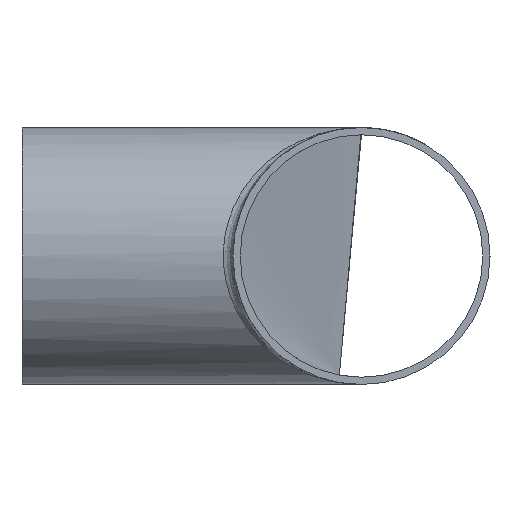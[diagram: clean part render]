
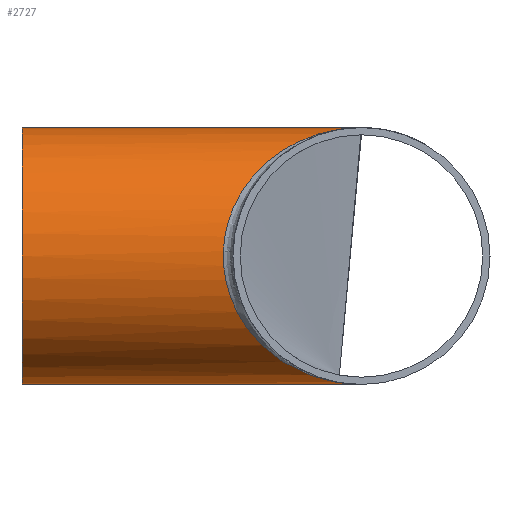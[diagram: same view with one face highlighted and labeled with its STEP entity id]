
A CAD part, left-side view. The second image highlights one B-rep face of the part: STEP entity #2727.
In plain terms, the highlighted cylindrical face has radius 26.5 mm (diameter 53 mm), a full revolution.
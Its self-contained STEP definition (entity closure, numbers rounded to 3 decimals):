
#257 = CARTESIAN_POINT ( 'NONE',  ( 0., 0., -26.5 ) ) ;
#1852 = CARTESIAN_POINT ( 'NONE',  ( 0., 70., 0. ) ) ;
#2080 = EDGE_LOOP ( 'NONE', ( #10926 ) ) ;
#2727 = ADVANCED_FACE ( 'NONE', ( #14617, #6298 ), #7785, .T. ) ;
#3633 =( BOUNDED_CURVE ( )  B_SPLINE_CURVE ( 3, ( #16856, #3904, #8448, #12518 ),
 .UNSPECIFIED., .F., .F. ) 
 B_SPLINE_CURVE_WITH_KNOTS ( ( 4, 4 ),
 ( 1.571, 4.712 ),
 .UNSPECIFIED. ) 
 CURVE ( )  GEOMETRIC_REPRESENTATION_ITEM ( )  RATIONAL_B_SPLINE_CURVE ( ( 1., 0.333, 0.333, 1. ) ) 
 REPRESENTATION_ITEM ( '' )  );
#3904 = CARTESIAN_POINT ( 'NONE',  ( 53., 57., 26.5 ) ) ;
#4509 = CARTESIAN_POINT ( 'NONE',  ( 0., 0., 26.5 ) ) ;
#5310 = VERTEX_POINT ( 'NONE', #257 ) ;
#5382 = EDGE_CURVE ( 'NONE', #5310, #7163, #8040, .T. ) ;
#6153 = ORIENTED_EDGE ( 'NONE', *, *, #8123, .T. ) ;
#6298 = FACE_OUTER_BOUND ( 'NONE', #2080, .T. ) ;
#6795 = VERTEX_POINT ( 'NONE', #17703 ) ;
#7107 = DIRECTION ( 'NONE',  ( 0., 1., 0. ) ) ;
#7163 = VERTEX_POINT ( 'NONE', #16548 ) ;
#7606 = AXIS2_PLACEMENT_3D ( 'NONE', #11285, #7107, #12758 ) ;
#7785 = CYLINDRICAL_SURFACE ( 'NONE', #11641, 26.5 ) ;
#8040 =( BOUNDED_CURVE ( )  B_SPLINE_CURVE ( 3, ( #14315, #11553, #17175, #4509 ),
 .UNSPECIFIED., .F., .T. ) 
 B_SPLINE_CURVE_WITH_KNOTS ( ( 4, 4 ),
 ( 4.712, 7.854 ),
 .UNSPECIFIED. ) 
 CURVE ( )  GEOMETRIC_REPRESENTATION_ITEM ( )  RATIONAL_B_SPLINE_CURVE ( ( 1., 0.333, 0.333, 1. ) ) 
 REPRESENTATION_ITEM ( '' )  );
#8123 = EDGE_CURVE ( 'NONE', #7163, #5310, #3633, .T. ) ;
#8322 = EDGE_LOOP ( 'NONE', ( #17124, #6153 ) ) ;
#8448 = CARTESIAN_POINT ( 'NONE',  ( 53., 57., -26.5 ) ) ;
#10926 = ORIENTED_EDGE ( 'NONE', *, *, #12542, .F. ) ;
#11285 = CARTESIAN_POINT ( 'NONE',  ( 0., 70., 0. ) ) ;
#11435 = CIRCLE ( 'NONE', #7606, 26.5 ) ;
#11553 = CARTESIAN_POINT ( 'NONE',  ( -53., 57., -26.5 ) ) ;
#11641 = AXIS2_PLACEMENT_3D ( 'NONE', #1852, #13156, #11772 ) ;
#11772 = DIRECTION ( 'NONE',  ( 0., 0., -1. ) ) ;
#12518 = CARTESIAN_POINT ( 'NONE',  ( 0., 0., -26.5 ) ) ;
#12542 = EDGE_CURVE ( 'NONE', #6795, #6795, #11435, .T. ) ;
#12758 = DIRECTION ( 'NONE',  ( 0., 0., 1. ) ) ;
#13156 = DIRECTION ( 'NONE',  ( 0., -1., 0. ) ) ;
#14315 = CARTESIAN_POINT ( 'NONE',  ( 0., 0., -26.5 ) ) ;
#14617 = FACE_OUTER_BOUND ( 'NONE', #8322, .T. ) ;
#16548 = CARTESIAN_POINT ( 'NONE',  ( 0., 0., 26.5 ) ) ;
#16856 = CARTESIAN_POINT ( 'NONE',  ( 0., 0., 26.5 ) ) ;
#17124 = ORIENTED_EDGE ( 'NONE', *, *, #5382, .T. ) ;
#17175 = CARTESIAN_POINT ( 'NONE',  ( -53., 57., 26.5 ) ) ;
#17703 = CARTESIAN_POINT ( 'NONE',  ( 0., 70., 26.5 ) ) ;
